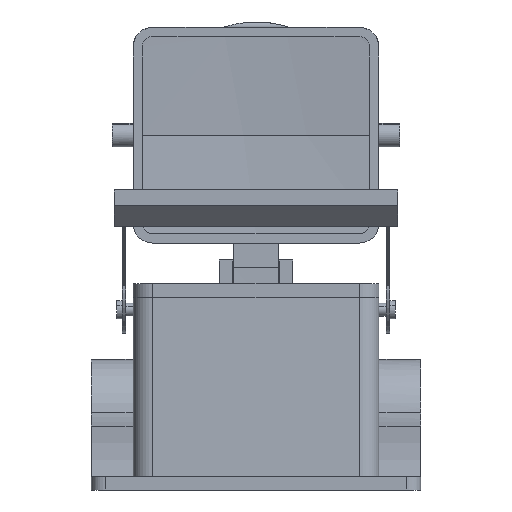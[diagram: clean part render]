
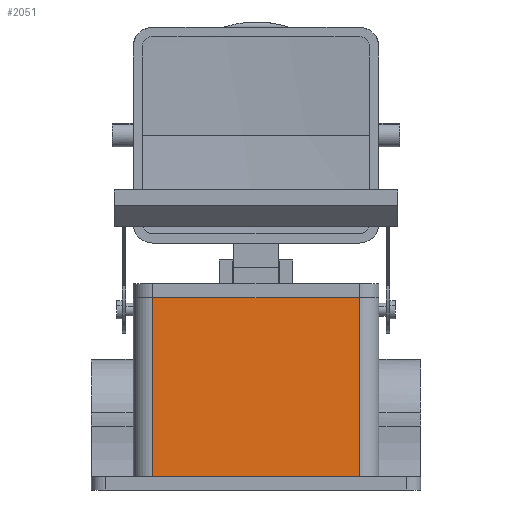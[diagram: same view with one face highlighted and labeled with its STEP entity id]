
A CAD part, left-side view. The second image highlights one B-rep face of the part: STEP entity #2051.
In plain terms, the highlighted planar face has unit normal (-1, 0, 0.03).
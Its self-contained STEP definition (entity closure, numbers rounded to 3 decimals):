
#2038=AXIS2_PLACEMENT_3D('Plane Axis2P3D',#2035,#2036,#2037) ;
#488=CARTESIAN_POINT('Vertex',(16.657,23.5,5.)) ;
#491=CARTESIAN_POINT('Line Origine',(16.657,63.,5.)) ;
#495=CARTESIAN_POINT('Vertex',(16.657,102.5,5.)) ;
#1015=CARTESIAN_POINT('Line Origine',(18.75,63.,73.5)) ;
#1019=CARTESIAN_POINT('Vertex',(18.75,102.5,73.5)) ;
#1021=CARTESIAN_POINT('Vertex',(18.75,23.5,73.5)) ;
#2023=CARTESIAN_POINT('Line Origine',(17.661,23.5,37.865)) ;
#2035=CARTESIAN_POINT('Axis2P3D Location',(18.75,63.,73.5)) ;
#2040=CARTESIAN_POINT('Line Origine',(17.704,102.5,39.25)) ;
#492=DIRECTION('Vector Direction',(0.,1.,0.)) ;
#1016=DIRECTION('Vector Direction',(0.,1.,0.)) ;
#2024=DIRECTION('Vector Direction',(0.031,0.,1.)) ;
#2036=DIRECTION('Axis2P3D Direction',(-1.,0.,0.031)) ;
#2037=DIRECTION('Axis2P3D XDirection',(0.,1.,0.)) ;
#2041=DIRECTION('Vector Direction',(-0.031,0.,-1.)) ;
#493=VECTOR('Line Direction',#492,1.) ;
#1017=VECTOR('Line Direction',#1016,1.) ;
#2025=VECTOR('Line Direction',#2024,1.) ;
#2042=VECTOR('Line Direction',#2041,1.) ;
#2046=ORIENTED_EDGE('',*,*,#2027,.F.) ;
#2047=ORIENTED_EDGE('',*,*,#1023,.F.) ;
#2048=ORIENTED_EDGE('',*,*,#2044,.F.) ;
#2049=ORIENTED_EDGE('',*,*,#497,.F.) ;
#2051=ADVANCED_FACE('Housing',(#2050),#2039,.T.) ;
#497=EDGE_CURVE('',#489,#496,#494,.T.) ;
#1023=EDGE_CURVE('',#1020,#1022,#1018,.F.) ;
#2027=EDGE_CURVE('',#1022,#489,#2026,.F.) ;
#2044=EDGE_CURVE('',#496,#1020,#2043,.F.) ;
#2045=EDGE_LOOP('',(#2046,#2047,#2048,#2049)) ;
#2050=FACE_OUTER_BOUND('',#2045,.T.) ;
#494=LINE('Line',#491,#493) ;
#1018=LINE('Line',#1015,#1017) ;
#2026=LINE('Line',#2023,#2025) ;
#2043=LINE('Line',#2040,#2042) ;
#2039=PLANE('',#2038) ;
#489=VERTEX_POINT('',#488) ;
#496=VERTEX_POINT('',#495) ;
#1020=VERTEX_POINT('',#1019) ;
#1022=VERTEX_POINT('',#1021) ;
